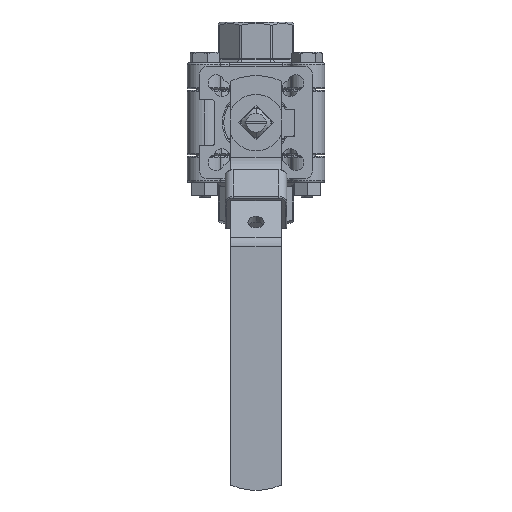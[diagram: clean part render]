
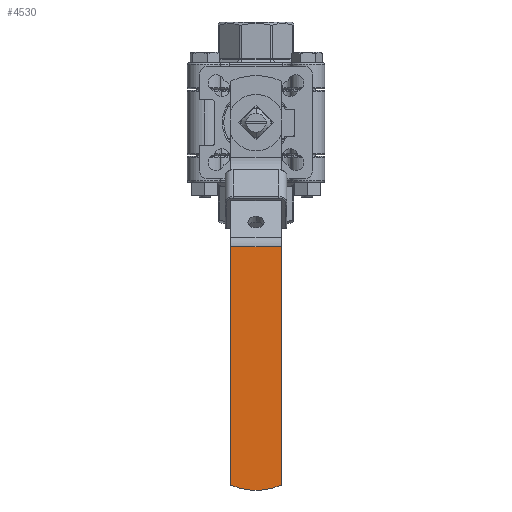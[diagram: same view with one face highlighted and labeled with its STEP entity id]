
A CAD part, left-side view. The second image highlights one B-rep face of the part: STEP entity #4530.
In plain terms, the highlighted face is planar.
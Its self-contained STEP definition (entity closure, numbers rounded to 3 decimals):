
#3843 = VERTEX_POINT ( 'NONE', #11551 ) ;
#3848 = EDGE_CURVE ( 'NONE', #3852, #3843, #11549, .T. ) ;
#3852 = VERTEX_POINT ( 'NONE', #11458 ) ;
#4374 = VERTEX_POINT ( 'NONE', #16200 ) ;
#4530 = ADVANCED_FACE ( 'NONE', ( #11941 ), #11963, .F. ) ;
#4533 = EDGE_LOOP ( 'NONE', ( #4535, #4540, #4542, #4545 ) ) ;
#4535 = ORIENTED_EDGE ( 'NONE', *, *, #4537, .T. ) ;
#4537 = EDGE_CURVE ( 'NONE', #4374, #3852, #11956, .T. ) ;
#4540 = ORIENTED_EDGE ( 'NONE', *, *, #3848, .T. ) ;
#4542 = ORIENTED_EDGE ( 'NONE', *, *, #4544, .F. ) ;
#4544 = EDGE_CURVE ( 'NONE', #4814, #3843, #12000, .T. ) ;
#4545 = ORIENTED_EDGE ( 'NONE', *, *, #4813, .F. ) ;
#4813 = EDGE_CURVE ( 'NONE', #4374, #4814, #12267, .T. ) ;
#4814 = VERTEX_POINT ( 'NONE', #12263 ) ;
#11458 = CARTESIAN_POINT ( 'NONE',  ( 135.125, 29.5, -9.5 ) ) ;
#11546 = DIRECTION ( 'NONE',  ( -1., 0., 0. ) ) ;
#11547 = VECTOR ( 'NONE', #11546, 1000. ) ;
#11548 = CARTESIAN_POINT ( 'NONE',  ( 46.328, 29.5, -9.5 ) ) ;
#11549 = LINE ( 'NONE', #11548, #11547 ) ;
#11551 = CARTESIAN_POINT ( 'NONE',  ( 46.328, 29.5, -9.5 ) ) ;
#11941 = FACE_OUTER_BOUND ( 'NONE', #4533, .T. ) ;
#11953 = DIRECTION ( 'NONE',  ( 0., 0., 1. ) ) ;
#11954 = DIRECTION ( 'NONE',  ( 0., 1., 0. ) ) ;
#11955 = AXIS2_PLACEMENT_3D ( 'NONE', #11961, #11954, #11953 ) ;
#11956 = CIRCLE ( 'NONE', #11955, 25. ) ;
#11958 = DIRECTION ( 'NONE',  ( 0., 0., -1. ) ) ;
#11959 = DIRECTION ( 'NONE',  ( 0., -1., 0. ) ) ;
#11960 = AXIS2_PLACEMENT_3D ( 'NONE', #11962, #11959, #11958 ) ;
#11961 = CARTESIAN_POINT ( 'NONE',  ( 112., 29.5, 0. ) ) ;
#11962 = CARTESIAN_POINT ( 'NONE',  ( 46.328, 29.5, 9.5 ) ) ;
#11963 = PLANE ( 'NONE',  #11960 ) ;
#12000 = LINE ( 'NONE', #12068, #12022 ) ;
#12022 = VECTOR ( 'NONE', #12023, 1000. ) ;
#12023 = DIRECTION ( 'NONE',  ( 0., 0., -1. ) ) ;
#12068 = CARTESIAN_POINT ( 'NONE',  ( 46.328, 29.5, 9.5 ) ) ;
#12263 = CARTESIAN_POINT ( 'NONE',  ( 46.328, 29.5, 9.5 ) ) ;
#12264 = DIRECTION ( 'NONE',  ( -1., 0., 0. ) ) ;
#12265 = VECTOR ( 'NONE', #12264, 1000. ) ;
#12266 = CARTESIAN_POINT ( 'NONE',  ( 46.328, 29.5, 9.5 ) ) ;
#12267 = LINE ( 'NONE', #12266, #12265 ) ;
#16200 = CARTESIAN_POINT ( 'NONE',  ( 135.125, 29.5, 9.5 ) ) ;
